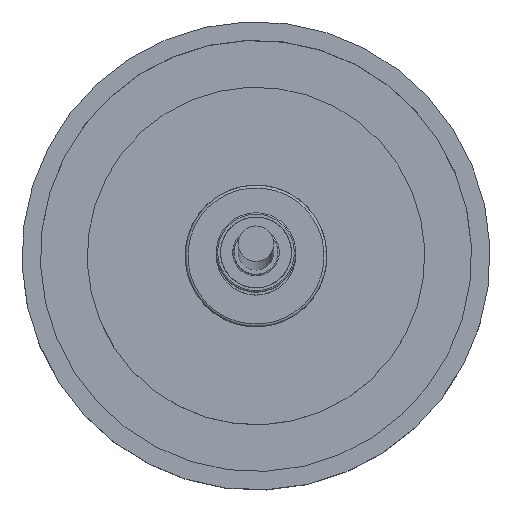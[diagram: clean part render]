
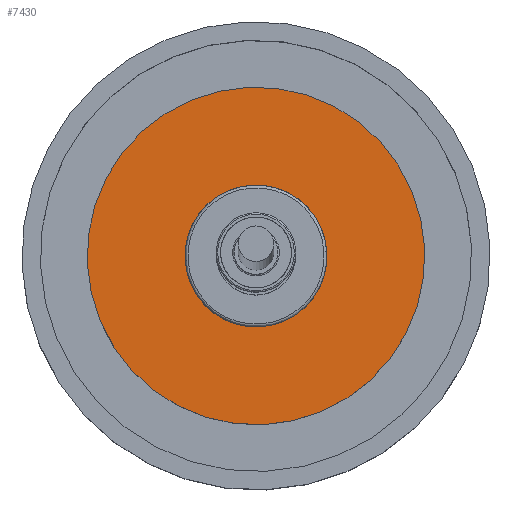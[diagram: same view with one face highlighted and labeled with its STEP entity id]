
A CAD part, top view. The second image highlights one B-rep face of the part: STEP entity #7430.
In plain terms, the highlighted face is planar.
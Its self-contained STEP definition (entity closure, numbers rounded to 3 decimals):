
#183 = CIRCLE ( 'NONE', #2641, 5. ) ;
#307 = DIRECTION ( 'NONE',  ( 1., 0., 0. ) ) ;
#878 = DIRECTION ( 'NONE',  ( 0., -1., 0. ) ) ;
#1083 = VERTEX_POINT ( 'NONE', #8240 ) ;
#1279 = ORIENTED_EDGE ( 'NONE', *, *, #9921, .T. ) ;
#1619 = VERTEX_POINT ( 'NONE', #8379 ) ;
#1796 = CARTESIAN_POINT ( 'NONE',  ( 0., 0., 0. ) ) ;
#2641 = AXIS2_PLACEMENT_3D ( 'NONE', #6249, #5501, #8568 ) ;
#2738 = FACE_BOUND ( 'NONE', #3582, .T. ) ;
#3280 = DIRECTION ( 'NONE',  ( 0., -1., 0. ) ) ;
#3392 = EDGE_CURVE ( 'NONE', #3519, #1619, #5431, .T. ) ;
#3519 = VERTEX_POINT ( 'NONE', #6664 ) ;
#3582 = EDGE_LOOP ( 'NONE', ( #3664, #7247 ) ) ;
#3664 = ORIENTED_EDGE ( 'NONE', *, *, #8565, .F. ) ;
#3823 = ORIENTED_EDGE ( 'NONE', *, *, #3392, .T. ) ;
#4412 = DIRECTION ( 'NONE',  ( -1., 0., 0. ) ) ;
#4533 = DIRECTION ( 'NONE',  ( 0., -1., 0. ) ) ;
#4772 = AXIS2_PLACEMENT_3D ( 'NONE', #6831, #878, #5935 ) ;
#4942 = CIRCLE ( 'NONE', #4772, 11.9 ) ;
#5431 = CIRCLE ( 'NONE', #9629, 11.9 ) ;
#5501 = DIRECTION ( 'NONE',  ( 0., -1., 0. ) ) ;
#5540 = VERTEX_POINT ( 'NONE', #6934 ) ;
#5834 = DIRECTION ( 'NONE',  ( 0., 1., 0. ) ) ;
#5899 = AXIS2_PLACEMENT_3D ( 'NONE', #7455, #4533, #7562 ) ;
#5935 = DIRECTION ( 'NONE',  ( 1., 0., 0. ) ) ;
#6167 = PLANE ( 'NONE',  #6187 ) ;
#6187 = AXIS2_PLACEMENT_3D ( 'NONE', #9780, #5834, #4412 ) ;
#6249 = CARTESIAN_POINT ( 'NONE',  ( 0., 0., 0. ) ) ;
#6664 = CARTESIAN_POINT ( 'NONE',  ( -11.9, 0., 0. ) ) ;
#6741 = FACE_OUTER_BOUND ( 'NONE', #8734, .T. ) ;
#6831 = CARTESIAN_POINT ( 'NONE',  ( 0., 0., 0. ) ) ;
#6934 = CARTESIAN_POINT ( 'NONE',  ( -5., 0., 0. ) ) ;
#7247 = ORIENTED_EDGE ( 'NONE', *, *, #9635, .F. ) ;
#7430 = ADVANCED_FACE ( 'NONE', ( #2738, #6741 ), #6167, .F. ) ;
#7455 = CARTESIAN_POINT ( 'NONE',  ( 0., 0., 0. ) ) ;
#7562 = DIRECTION ( 'NONE',  ( 1., 0., 0. ) ) ;
#8240 = CARTESIAN_POINT ( 'NONE',  ( 5., 0., 0. ) ) ;
#8379 = CARTESIAN_POINT ( 'NONE',  ( 11.9, 0., 0. ) ) ;
#8565 = EDGE_CURVE ( 'NONE', #1083, #5540, #183, .T. ) ;
#8568 = DIRECTION ( 'NONE',  ( 1., 0., 0. ) ) ;
#8734 = EDGE_LOOP ( 'NONE', ( #1279, #3823 ) ) ;
#9629 = AXIS2_PLACEMENT_3D ( 'NONE', #1796, #3280, #307 ) ;
#9635 = EDGE_CURVE ( 'NONE', #5540, #1083, #9930, .T. ) ;
#9780 = CARTESIAN_POINT ( 'NONE',  ( -11.9, 0., 0. ) ) ;
#9921 = EDGE_CURVE ( 'NONE', #1619, #3519, #4942, .T. ) ;
#9930 = CIRCLE ( 'NONE', #5899, 5. ) ;
